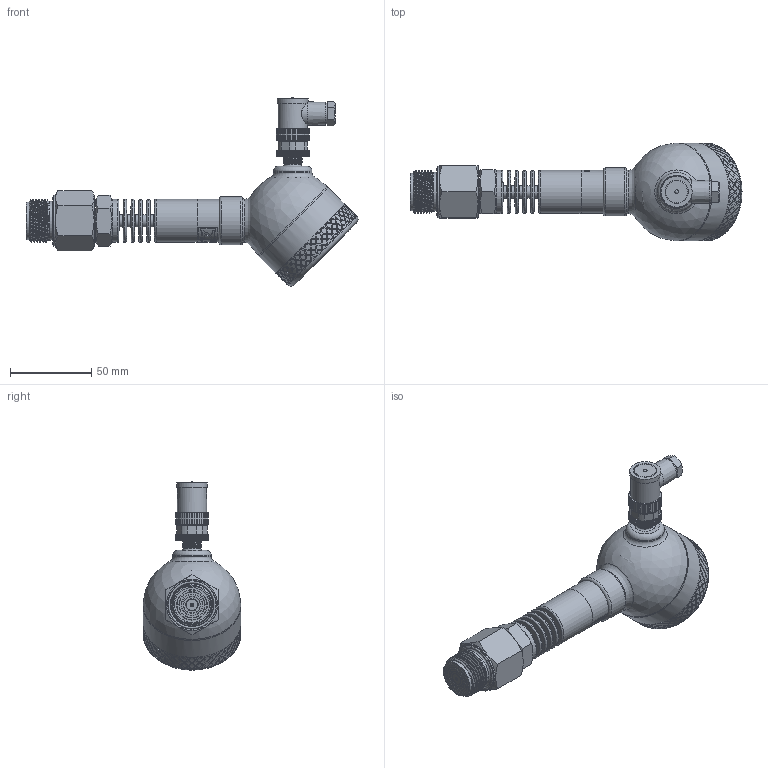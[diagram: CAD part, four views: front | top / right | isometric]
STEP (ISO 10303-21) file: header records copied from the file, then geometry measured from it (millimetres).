
FILE_DESCRIPTION(/* description */ (''),/* implementation_level */ '2;1');
FILE_NAME(/* name */ 'APZ3420mFH_G3''4DIN-flush_radiator_2.step',/* time_stamp */ '2021-07-07T15:49:21+03:00',/* author */ (''),/* organization */ (''),/* preprocessor_version */ 'ST-DEVELOPER v18.1',/* originating_system */ 'Autodesk Translation Framework v10.9.0.1377',/* authorisation */ '');
FILE_SCHEMA (('AUTOMOTIVE_DESIGN { 1 0 10303 214 3 1 1 }'));
Length unit declared in the file: millimetre
Products named in the file (8): АПЗ420М-полевойкорпус-
заполненный; Заполненный полевой 
корпус v13; Main body; Cover without display; M12x1 adapter; M12x1 female angular v10; G1\4EN radiator; G3'4DIN diaphragm 23 v6
Assembly tree (6 placements, depth 3):
  АПЗ420М-полевойкорпус-
заполненный
    Заполненный полевой 
корпус v13
      Main body
      Cover without display
      M12x1 adapter
      M12x1 female angular v10
    G1\4EN radiator
  G3'4DIN diaphragm 23 v6
Bounding box: 204.02 x 60.1 x 115.69 mm (x, y, z)
Volume: 279685.5 mm3; surface area: 53519.5 mm2
Topology: 9 solids, 9 shells, 1712 faces, 4269 edges, 2835 vertices
Faces by surface type: bspline 924, cylinder 514, plane 196, torus 49, cone 27, sphere 2
Full cylindrical faces by diameter (mm): 1 x4, 2 x1, 3.3 x1, 4 x1, 5 x3, 7 x1, 7.5 x5, 8 x2, 9.3 x1, 9.471 x2, 9.5 x2, 10.5 x2, 10.741 x7, 11 x1, 11.035 x4, 11.156 x1, 11.445 x5, 11.884 x6, 12.152 x4, 13 x1, 13.157 x9, 18 x1, 19 x1, 19.7 x1, 21.6 x1, 21.767 x1, 22.4 x1, 23 x1, 23.6 x1, 24 x1
Entity records: 81302 total; most frequent: CARTESIAN_POINT 47413, ORIENTED_EDGE 8534, EDGE_CURVE 4267, DIRECTION 4025, VERTEX_POINT 2835, B_SPLINE_CURVE_WITH_KNOTS 2665, EDGE_LOOP 1982, FACE_OUTER_BOUND 1712
